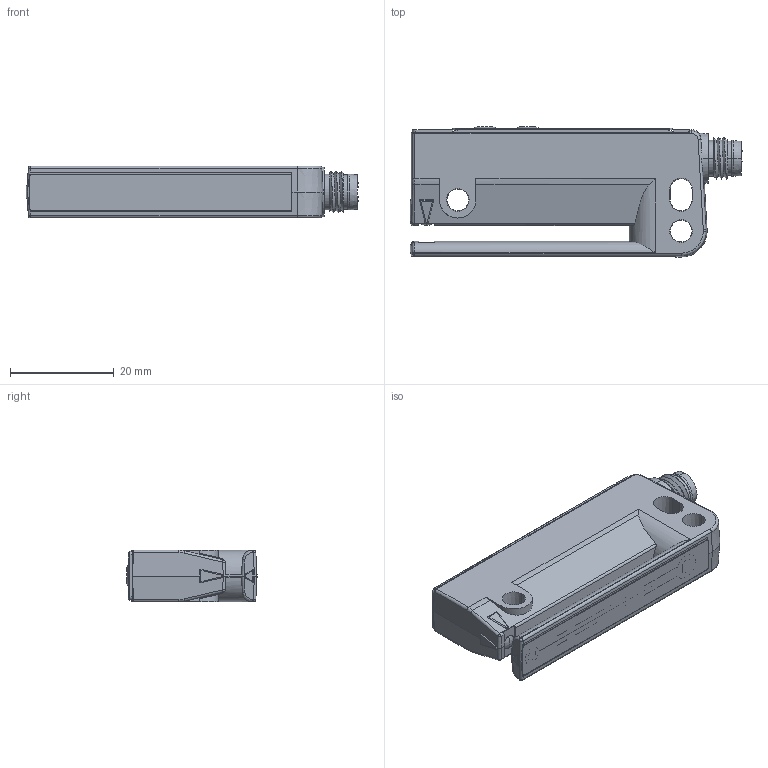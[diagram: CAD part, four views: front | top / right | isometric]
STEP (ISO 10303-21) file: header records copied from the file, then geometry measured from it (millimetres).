
FILE_DESCRIPTION(('STEP AP242'),'1');
FILE_NAME('sensor_xuve04m3nsnm8.stp','2021-09-28T14:41:26',('TraceParts'),('TraceParts S.A.'),'Spatial InterOp 3D',' ',' ');
FILE_SCHEMA(('AP242_MANAGED_MODEL_BASED_3D_ENGINEERING_MIM_LF {1 0 10303 442 1 1 4}'));
Length unit declared in the file: millimetre
Products named in the file (1): sensor_xuve04m3nsnm8_1
Bounding box: 63.92 x 25.05 x 10 mm (x, y, z)
Volume: 8579.2 mm3; surface area: 12355.1 mm2
Topology: 17 solids, 19 shells, 687 faces, 1642 edges, 1040 vertices
Faces by surface type: plane 370, cylinder 195, cone 62, torus 28, sphere 22, bspline 10
Entity records: 22106 total; most frequent: CARTESIAN_POINT 4677, DIRECTION 3388, ORIENTED_EDGE 3272, EDGE_CURVE 1636, AXIS2_PLACEMENT_3D 1200, VERTEX_POINT 1040, LINE 988, VECTOR 988
